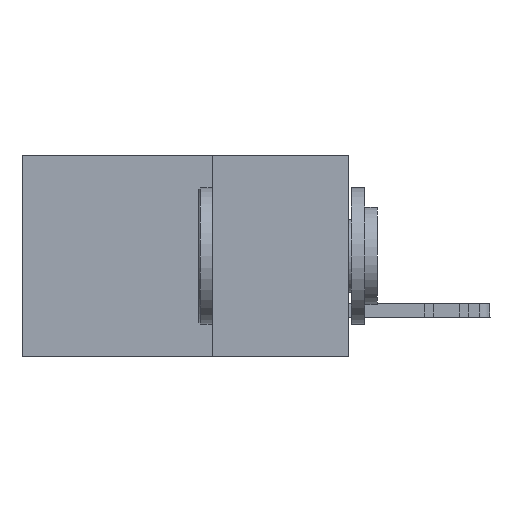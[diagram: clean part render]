
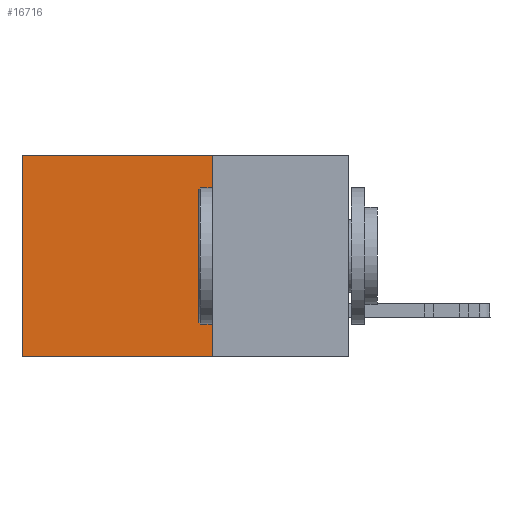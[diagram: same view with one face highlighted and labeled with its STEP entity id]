
A CAD part, left-side view. The second image highlights one B-rep face of the part: STEP entity #16716.
In plain terms, the highlighted planar face has unit normal (-1, 0, 0).
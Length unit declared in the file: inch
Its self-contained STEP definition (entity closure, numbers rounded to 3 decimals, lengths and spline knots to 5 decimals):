
#2831 = EDGE_LOOP ( 'NONE', ( #28046, #28183, #24802, #10219 ) ) ;
#3108 = FACE_OUTER_BOUND ( 'NONE', #2831, .T. ) ;
#3675 = EDGE_CURVE ( 'NONE', #13687, #5741, #18384, .T. ) ;
#4318 = EDGE_CURVE ( 'NONE', #27063, #5741, #15456, .T. ) ;
#4994 = VECTOR ( 'NONE', #15177, 39.37008 ) ;
#5096 = LINE ( 'NONE', #11940, #16127 ) ;
#5276 = EDGE_CURVE ( 'NONE', #28134, #27063, #5096, .T. ) ;
#5624 = PLANE ( 'NONE',  #26512 ) ;
#5641 = LINE ( 'NONE', #21982, #6359 ) ;
#5741 = VERTEX_POINT ( 'NONE', #13358 ) ;
#6359 = VECTOR ( 'NONE', #17380, 39.37008 ) ;
#6516 = CARTESIAN_POINT ( 'NONE',  ( 0.298, 0.25, 0. ) ) ;
#7668 = DIRECTION ( 'NONE',  ( 0., 0., -1. ) ) ;
#9702 = DIRECTION ( 'NONE',  ( 0., 0., -1. ) ) ;
#9748 = CARTESIAN_POINT ( 'NONE',  ( 0.298, 0.6, 0. ) ) ;
#10219 = ORIENTED_EDGE ( 'NONE', *, *, #10459, .T. ) ;
#10459 = EDGE_CURVE ( 'NONE', #28134, #13687, #5641, .T. ) ;
#11940 = CARTESIAN_POINT ( 'NONE',  ( 0.298, 0.25, 0. ) ) ;
#12639 = CARTESIAN_POINT ( 'NONE',  ( 0.298, 0.25, -0.37 ) ) ;
#13358 = CARTESIAN_POINT ( 'NONE',  ( 0.298, 0.6, -0.37 ) ) ;
#13687 = VERTEX_POINT ( 'NONE', #19283 ) ;
#15177 = DIRECTION ( 'NONE',  ( 0., 1., 0. ) ) ;
#15456 = LINE ( 'NONE', #12639, #4994 ) ;
#16127 = VECTOR ( 'NONE', #9702, 39.37008 ) ;
#16716 = ADVANCED_FACE ( 'NONE', ( #3108 ), #5624, .F. ) ;
#17380 = DIRECTION ( 'NONE',  ( 0., 1., 0. ) ) ;
#18384 = LINE ( 'NONE', #9748, #29160 ) ;
#19156 = CARTESIAN_POINT ( 'NONE',  ( 0.298, 0.25, 0. ) ) ;
#19283 = CARTESIAN_POINT ( 'NONE',  ( 0.298, 0.6, 0. ) ) ;
#21080 = CARTESIAN_POINT ( 'NONE',  ( 0.298, 0.25, -0.37 ) ) ;
#21982 = CARTESIAN_POINT ( 'NONE',  ( 0.298, 0.25, 0. ) ) ;
#23749 = DIRECTION ( 'NONE',  ( 0., 0., -1. ) ) ;
#24802 = ORIENTED_EDGE ( 'NONE', *, *, #5276, .F. ) ;
#25695 = DIRECTION ( 'NONE',  ( 1., 0., 0. ) ) ;
#26512 = AXIS2_PLACEMENT_3D ( 'NONE', #19156, #25695, #23749 ) ;
#27063 = VERTEX_POINT ( 'NONE', #21080 ) ;
#28046 = ORIENTED_EDGE ( 'NONE', *, *, #3675, .T. ) ;
#28134 = VERTEX_POINT ( 'NONE', #6516 ) ;
#28183 = ORIENTED_EDGE ( 'NONE', *, *, #4318, .F. ) ;
#29160 = VECTOR ( 'NONE', #7668, 39.37008 ) ;
